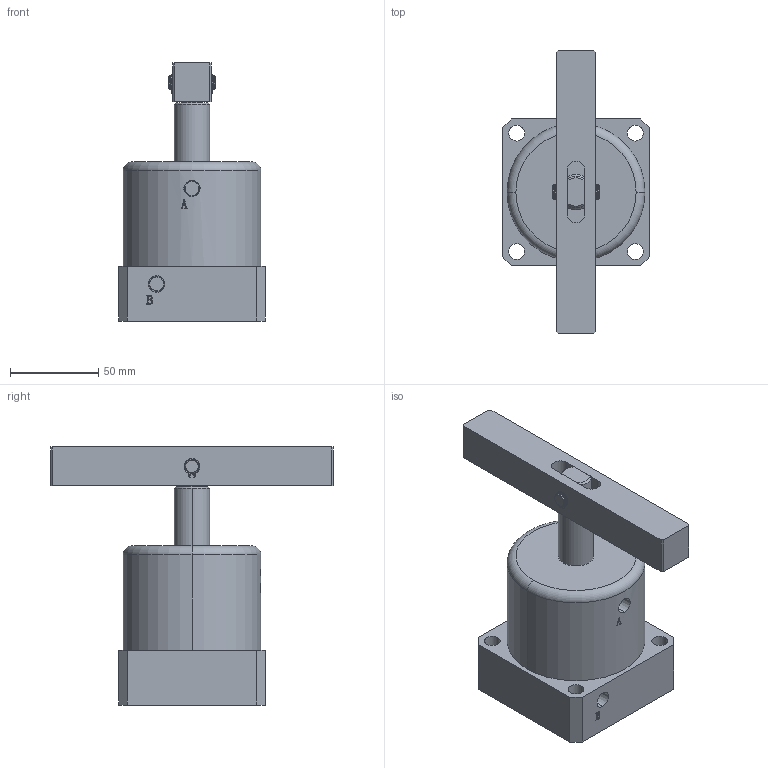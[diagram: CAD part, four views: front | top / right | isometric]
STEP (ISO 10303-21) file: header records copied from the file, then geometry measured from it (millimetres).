
FILE_DESCRIPTION (( 'STEP AP203' ), '1' );
FILE_NAME ('HASC-63D.STEP', '2019-10-14T10:30:34', ( '微软用户' ), ( '微软中国' ), 'SwSTEP 2.0', 'SolidWorks 2012', '' );
FILE_SCHEMA (( 'CONFIG_CONTROL_DESIGN' ));
Length unit declared in the file: millimetre
Products named in the file (6): HASC-63掛极; HASC-63D活塞杆; HASC-63D邧揤旋; HASC-63D种隊; circlips for shaft--type a small gb_GB_CONNECTING_PIECE_RING_RRA 7; HASC-63D
Assembly tree (6 placements, depth 2):
  HASC-63D
    HASC-63掛极
    HASC-63D活塞杆
    HASC-63D邧揤旋
    HASC-63D种隊
    circlips for shaft--type a small gb_GB_CONNECTING_PIECE_RING_RRA 7  x2
Bounding box: 83 x 160 x 146 mm (x, y, z)
Volume: 474652.6 mm3; surface area: 88574 mm2
Topology: 6 solids, 6 shells, 205 faces, 506 edges, 330 vertices
Faces by surface type: plane 91, cylinder 74, cone 16, bspline 16, torus 8
Entity records: 6925 total; most frequent: CARTESIAN_POINT 1894, DIRECTION 917, ORIENTED_EDGE 898, EDGE_CURVE 449, AXIS2_PLACEMENT_3D 337, VERTEX_POINT 292, VECTOR 243, LINE 243
